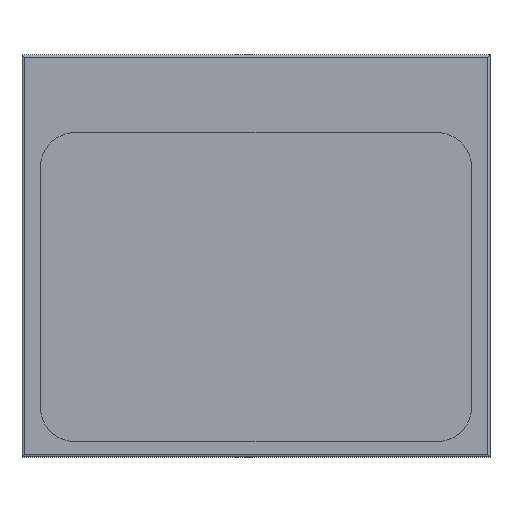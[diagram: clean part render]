
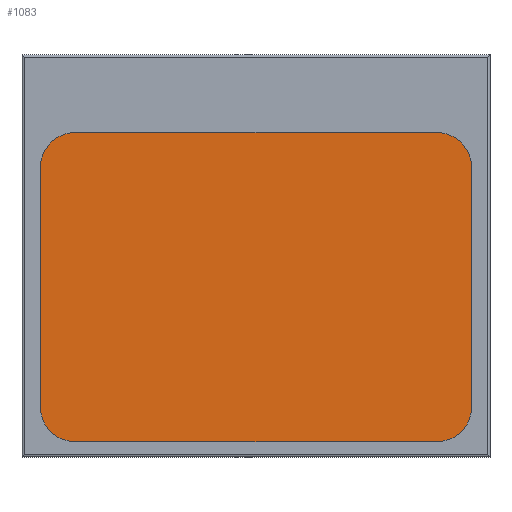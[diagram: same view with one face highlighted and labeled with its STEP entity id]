
A CAD part, top view. The second image highlights one B-rep face of the part: STEP entity #1083.
In plain terms, the highlighted planar face has unit normal (0, 0, 1).
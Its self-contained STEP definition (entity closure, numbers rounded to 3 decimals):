
#63=PLANE('',#1186);
#121=FACE_OUTER_BOUND('',#181,.T.);
#181=EDGE_LOOP('',(#985,#986,#987,#988));
#291=LINE('',#1764,#415);
#294=LINE('',#1770,#418);
#297=LINE('',#1776,#421);
#300=LINE('',#1780,#424);
#415=VECTOR('',#1451,10.);
#418=VECTOR('',#1456,10.);
#421=VECTOR('',#1461,10.);
#424=VECTOR('',#1466,10.);
#547=VERTEX_POINT('',#1761);
#548=VERTEX_POINT('',#1763);
#550=VERTEX_POINT('',#1769);
#552=VERTEX_POINT('',#1775);
#691=EDGE_CURVE('',#548,#547,#291,.T.);
#694=EDGE_CURVE('',#550,#548,#294,.T.);
#697=EDGE_CURVE('',#552,#550,#297,.T.);
#700=EDGE_CURVE('',#547,#552,#300,.T.);
#985=ORIENTED_EDGE('',*,*,#700,.T.);
#986=ORIENTED_EDGE('',*,*,#697,.T.);
#987=ORIENTED_EDGE('',*,*,#694,.T.);
#988=ORIENTED_EDGE('',*,*,#691,.T.);
#1083=ADVANCED_FACE('',(#121),#63,.T.);
#1186=AXIS2_PLACEMENT_3D('',#1781,#1467,#1468);
#1451=DIRECTION('',(0.,-1.,0.));
#1456=DIRECTION('',(-1.,0.,0.));
#1461=DIRECTION('',(0.,1.,0.));
#1466=DIRECTION('',(1.,0.,0.));
#1467=DIRECTION('center_axis',(0.,0.,1.));
#1468=DIRECTION('ref_axis',(1.,0.,0.));
#1761=CARTESIAN_POINT('',(-19.75,-16.,4.2));
#1763=CARTESIAN_POINT('',(-19.75,17.6,4.2));
#1764=CARTESIAN_POINT('',(-19.75,17.6,4.2));
#1769=CARTESIAN_POINT('',(19.45,17.6,4.2));
#1770=CARTESIAN_POINT('',(19.45,17.6,4.2));
#1775=CARTESIAN_POINT('',(19.45,-16.,4.2));
#1776=CARTESIAN_POINT('',(19.45,-16.,4.2));
#1780=CARTESIAN_POINT('',(-19.75,-16.,4.2));
#1781=CARTESIAN_POINT('Origin',(-0.15,0.8,4.2));
